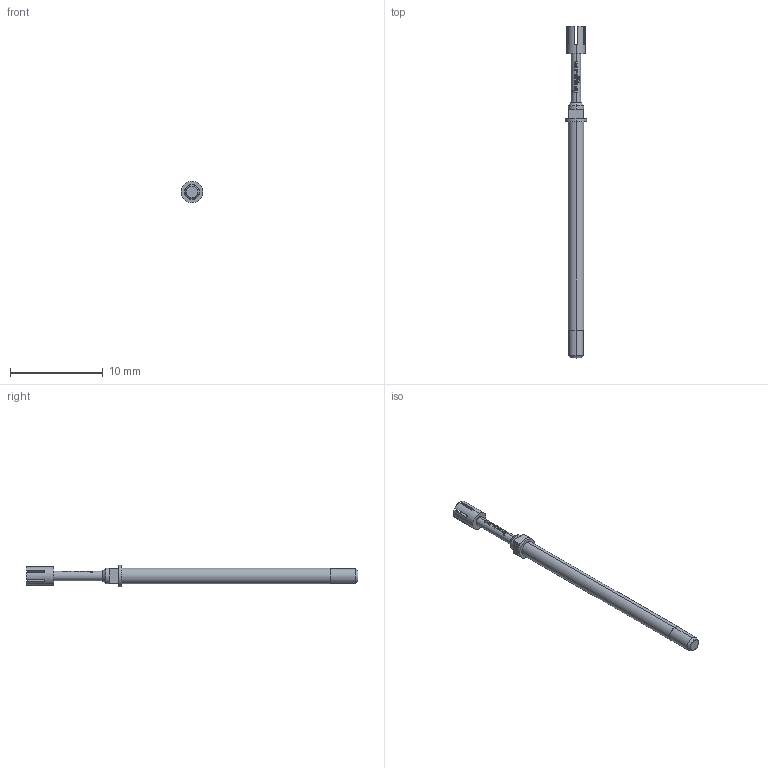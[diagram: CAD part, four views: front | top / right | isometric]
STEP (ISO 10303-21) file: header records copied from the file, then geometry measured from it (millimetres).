
FILE_DESCRIPTION (( 'STEP AP203' ), '1' );
FILE_NAME ('INGUN_GKS-112_319_200_X_xx02_M_0.STEP', '2016-04-29T06:25:59', ( '' ), ( '' ), 'SwSTEP 2.0', 'SolidWorks 2014', '' );
FILE_SCHEMA (( 'CONFIG_CONTROL_DESIGN' ));
Length unit declared in the file: millimetre
Products named in the file (2): INGUN_GKS-112_319_200_X_xx02_M_0
Bounding box: 2.3 x 35.8 x 2.3 mm (x, y, z)
Volume: 70.1 mm3; surface area: 205.1 mm2
Topology: 1 solids, 1 shells, 131 faces, 361 edges, 236 vertices
Faces by surface type: plane 69, bspline 22, cylinder 22, cone 18
Entity records: 4646 total; most frequent: CARTESIAN_POINT 1330, ORIENTED_EDGE 722, DIRECTION 587, EDGE_CURVE 361, VERTEX_POINT 236, AXIS2_PLACEMENT_3D 225, VECTOR 137, LINE 137
